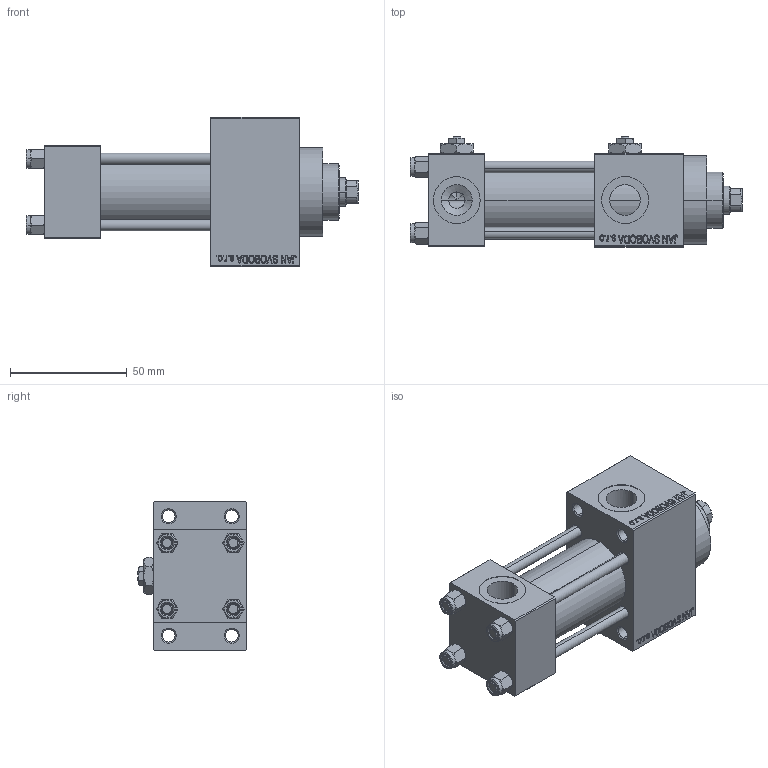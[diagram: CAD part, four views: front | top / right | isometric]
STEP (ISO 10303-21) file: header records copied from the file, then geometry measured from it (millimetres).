
FILE_DESCRIPTION (( 'STEP AP203' ), '1' );
FILE_NAME ('2bbc.STEP', '2022-04-14T22:47:46', ( '' ), ( '' ), 'SwSTEP 2.0', 'SolidWorks 2019', '' );
FILE_SCHEMA (( 'CONFIG_CONTROL_DESIGN' ));
Length unit declared in the file: millimetre
Products named in the file (7): 2bbc; V215_VC_A 67240d6c3f02fa2292a6aa1c2aa138dd; V215CR_D_Body 67240d6c3f02fa2292a6aa1c2aa138dd; NUT_M5_D 67240d6c3f02fa2292a6aa1c2aa138dd; Zatka_pro_OIL_PORT 67240d6c3f02fa2292a6aa1c2aa138dd; V215CR_D_TYCINKA 67240d6c3f02fa2292a6aa1c2aa138dd; V215CR_VCP_D 67240d6c3f02fa2292a6aa1c2aa138dd
Assembly tree (13 placements, depth 2):
  2bbc
    V215CR_D_Body 67240d6c3f02fa2292a6aa1c2aa138dd
    V215CR_VCP_D 67240d6c3f02fa2292a6aa1c2aa138dd
    NUT_M5_D 67240d6c3f02fa2292a6aa1c2aa138dd  x4
    V215CR_D_TYCINKA 67240d6c3f02fa2292a6aa1c2aa138dd  x4
    V215_VC_A 67240d6c3f02fa2292a6aa1c2aa138dd
    Zatka_pro_OIL_PORT 67240d6c3f02fa2292a6aa1c2aa138dd  x2
Bounding box: 142 x 47 x 64 mm (x, y, z)
Volume: 172500.4 mm3; surface area: 63804.6 mm2
Topology: 13 solids, 13 shells, 1209 faces, 2985 edges, 1918 vertices
Faces by surface type: plane 544, bspline 368, cone 186, cylinder 103, torus 8
Entity records: 49282 total; most frequent: CARTESIAN_POINT 25677, ORIENTED_EDGE 5270, DIRECTION 3463, EDGE_CURVE 2635, VERTEX_POINT 1716, VECTOR 1551, LINE 1551, EDGE_LOOP 1185
